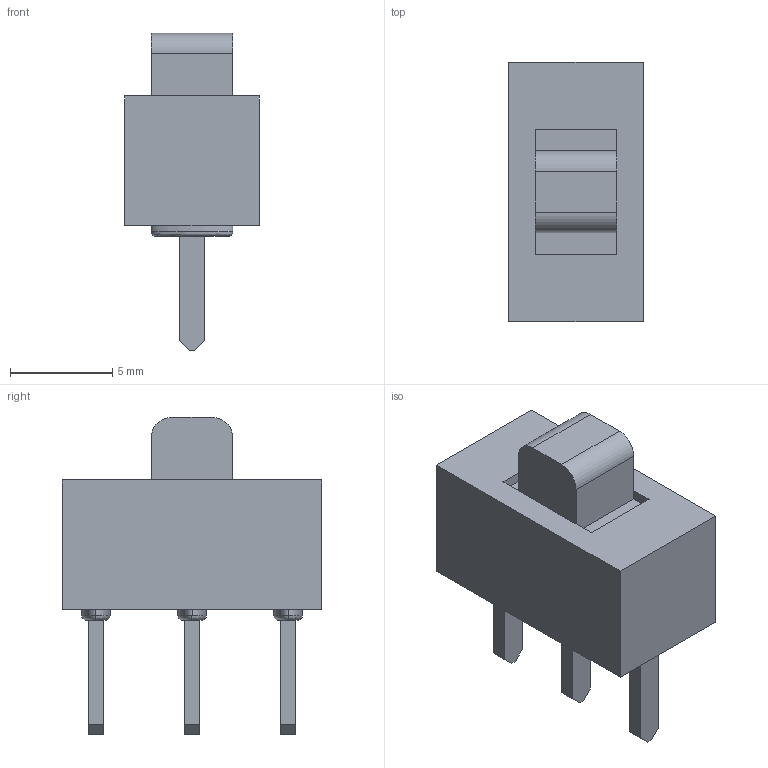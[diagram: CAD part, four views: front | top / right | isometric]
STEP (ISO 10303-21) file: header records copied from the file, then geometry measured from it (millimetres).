
FILE_DESCRIPTION(('CATIA V5 STEP Exchange'),'2;1');
FILE_NAME('Power Switch RS SPDT.stp','2023-11-01T22:06:30+00:00',('none'),('none'),'CATIA Version 5 Release 17 (IN-10)','CATIA V5 STEP AP214','none');
FILE_SCHEMA(('AUTOMOTIVE_DESIGN { 1 0 10303 214 1 1 1 1 }'));
Length unit declared in the file: millimetre
Products named in the file (1): Power Switch RS SPDT
Bounding box: 6.6 x 12.7 x 15.51 mm (x, y, z)
Volume: 597.3 mm3; surface area: 544 mm2
Topology: 1 solids, 1 shells, 57 faces, 134 edges, 86 vertices
Faces by surface type: plane 43, extrusion 6, bspline 6, cylinder 2
Entity records: 2813 total; most frequent: CARTESIAN_POINT 1477, ORIENTED_EDGE 268, DIRECTION 204, EDGE_CURVE 134, VECTOR 112, LINE 106, VERTEX_POINT 86, EDGE_LOOP 64
